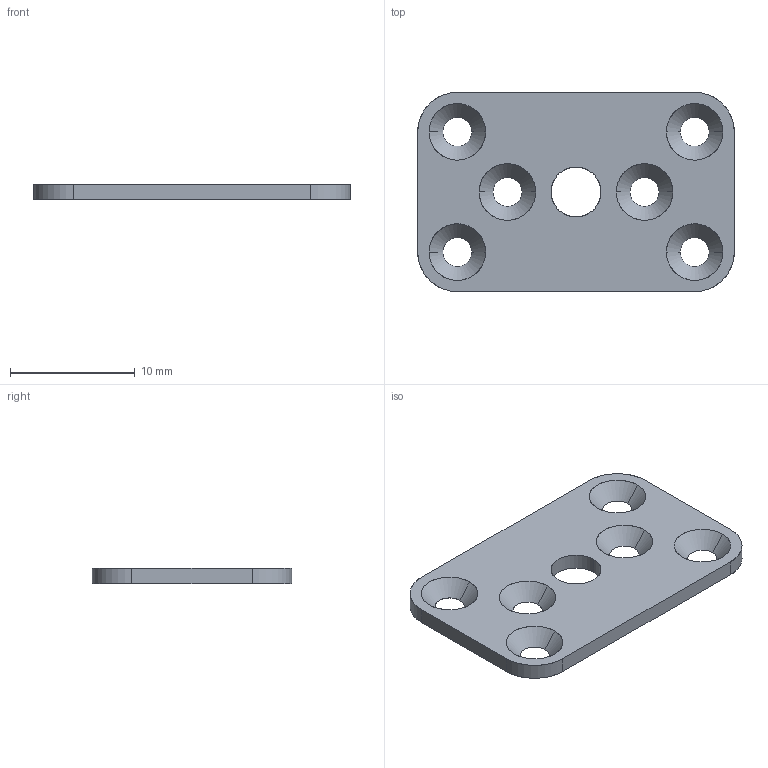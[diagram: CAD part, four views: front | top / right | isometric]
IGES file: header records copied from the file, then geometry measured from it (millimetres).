
Start section: SolidWorks IGES FILE using analytic representation for surfaces
Global section: file name: finger tech gold and silver mounting plate.IGS; native system: SolidWorks 2001Plus by SolidWorks Corporation; preprocessor: Version 5.3; author: thesmith; date: 110803.203051; units: millimetre
Bounding box: 25.4 x 16 x 1.27 mm (x, y, z)
Surface area: 870.6 mm2 (no closed solid volume)
Topology: 0 solids, 0 shells, 36 faces, 656 edges, 656 vertices
Faces by surface type: revolution 30, bspline 6
